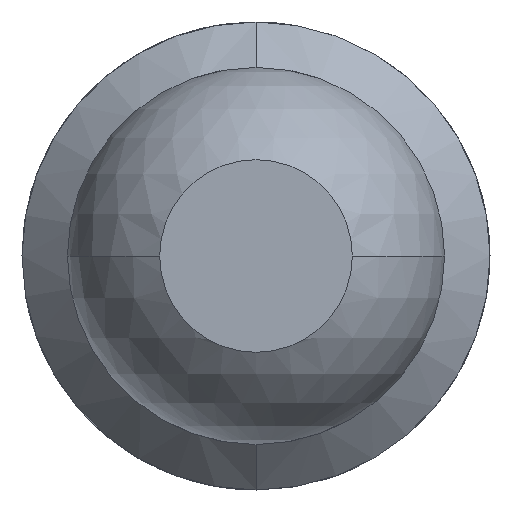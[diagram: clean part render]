
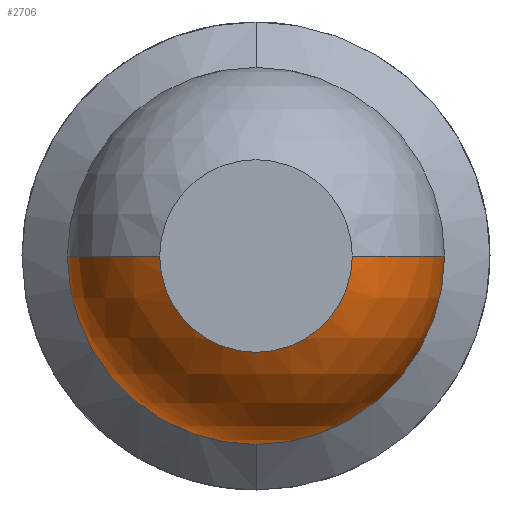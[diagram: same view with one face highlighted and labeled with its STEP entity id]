
A CAD part, front view. The second image highlights one B-rep face of the part: STEP entity #2706.
In plain terms, the highlighted spherical face has radius 0.685 mm.
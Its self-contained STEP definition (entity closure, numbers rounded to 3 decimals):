
#78 = SPHERICAL_SURFACE ( 'NONE', #2215, 0.685 ) ;
#189 = AXIS2_PLACEMENT_3D ( 'NONE', #4336, #4000, #3659 ) ;
#225 = CIRCLE ( 'NONE', #3744, 0.685 ) ;
#580 = DIRECTION ( 'NONE',  ( 0., -1., 0. ) ) ;
#599 = CIRCLE ( 'NONE', #189, 0.685 ) ;
#608 = CARTESIAN_POINT ( 'NONE',  ( 0., -26.411, -0.685 ) ) ;
#628 = DIRECTION ( 'NONE',  ( 0., -1., 0. ) ) ;
#680 = CARTESIAN_POINT ( 'NONE',  ( 0., -26.411, 0. ) ) ;
#700 = CIRCLE ( 'NONE', #3562, 0.35 ) ;
#839 = CARTESIAN_POINT ( 'NONE',  ( 0.685, -26.411, 0. ) ) ;
#864 = CIRCLE ( 'NONE', #3247, 0.685 ) ;
#975 = EDGE_CURVE ( 'Defeature ausgef�hrt1_5+Defeature ausgef�hrt1_4+Defeature ausgef�hrt1_4+Defeature ausgef�hrt1_4', #3846, #3451, #599, .T. ) ;
#1026 = VERTEX_POINT ( 'NONE', #2986 ) ;
#1083 = CARTESIAN_POINT ( 'NONE',  ( -0.685, -26.411, 0. ) ) ;
#1149 = CARTESIAN_POINT ( 'NONE',  ( 0., -26.411, 0. ) ) ;
#1174 = VERTEX_POINT ( 'NONE', #2261 ) ;
#1297 = ORIENTED_EDGE ( 'NONE', *, *, #3853, .F. ) ;
#1597 = CARTESIAN_POINT ( 'NONE',  ( 0., -27., 0. ) ) ;
#1633 = DIRECTION ( 'NONE',  ( 1., 0., 0. ) ) ;
#1990 = DIRECTION ( 'NONE',  ( 0., 0., -1. ) ) ;
#2113 = ORIENTED_EDGE ( 'NONE', *, *, #3575, .F. ) ;
#2125 = DIRECTION ( 'NONE',  ( 0., 1., 0. ) ) ;
#2178 = CARTESIAN_POINT ( 'NONE',  ( 0., -27., 0. ) ) ;
#2215 = AXIS2_PLACEMENT_3D ( 'NONE', #3436, #3478, #2514 ) ;
#2261 = CARTESIAN_POINT ( 'NONE',  ( 0.35, -27., 0. ) ) ;
#2414 = AXIS2_PLACEMENT_3D ( 'NONE', #680, #1990, #4008 ) ;
#2514 = DIRECTION ( 'NONE',  ( 1., 0., 0. ) ) ;
#2583 = FACE_OUTER_BOUND ( 'NONE', #3381, .T. ) ;
#2646 = EDGE_CURVE ( 'Defeature ausgef�hrt1_5+Defeature ausgef�hrt1_4+Defeature ausgef�hrt1_4+Defeature ausgef�hrt1_4', #4088, #3846, #864, .T. ) ;
#2706 = ADVANCED_FACE ( 'Defeature ausgef�hrt1_4', ( #2583 ), #78, .T. ) ;
#2806 = ORIENTED_EDGE ( 'NONE', *, *, #4093, .F. ) ;
#2904 = AXIS2_PLACEMENT_3D ( 'NONE', #1597, #628, #2967 ) ;
#2967 = DIRECTION ( 'NONE',  ( 0., 0., -1. ) ) ;
#2986 = CARTESIAN_POINT ( 'NONE',  ( -0.35, -27., 0. ) ) ;
#3110 = ORIENTED_EDGE ( 'NONE', *, *, #3714, .T. ) ;
#3133 = DIRECTION ( 'NONE',  ( 0., 0., 1. ) ) ;
#3247 = AXIS2_PLACEMENT_3D ( 'NONE', #1149, #2125, #3133 ) ;
#3366 = VERTEX_POINT ( 'NONE', #3685 ) ;
#3381 = EDGE_LOOP ( 'NONE', ( #2113, #3110, #3616, #3636, #2806, #1297 ) ) ;
#3436 = CARTESIAN_POINT ( 'NONE',  ( 0., -26.411, 0. ) ) ;
#3451 = VERTEX_POINT ( 'NONE', #1083 ) ;
#3478 = DIRECTION ( 'NONE',  ( 0., 0., -1. ) ) ;
#3562 = AXIS2_PLACEMENT_3D ( 'NONE', #2178, #580, #3935 ) ;
#3563 = DIRECTION ( 'NONE',  ( 0., 0., 1. ) ) ;
#3575 = EDGE_CURVE ( 'Defeature ausgef�hrt1_12+Defeature ausgef�hrt1_4+Defeature ausgef�hrt1_4+Defeature ausgef�hrt1_4', #1026, #3366, #700, .T. ) ;
#3616 = ORIENTED_EDGE ( 'NONE', *, *, #975, .F. ) ;
#3627 = CARTESIAN_POINT ( 'NONE',  ( 0., -26.411, 0. ) ) ;
#3636 = ORIENTED_EDGE ( 'NONE', *, *, #2646, .F. ) ;
#3659 = DIRECTION ( 'NONE',  ( 0., 0., 1. ) ) ;
#3685 = CARTESIAN_POINT ( 'NONE',  ( 0., -27., -0.35 ) ) ;
#3714 = EDGE_CURVE ( 'NONE', #1026, #3451, #3724, .T. ) ;
#3724 = CIRCLE ( 'NONE', #2414, 0.685 ) ;
#3744 = AXIS2_PLACEMENT_3D ( 'NONE', #3627, #3563, #1633 ) ;
#3846 = VERTEX_POINT ( 'NONE', #608 ) ;
#3853 = EDGE_CURVE ( 'Defeature ausgef�hrt1_12+Defeature ausgef�hrt1_4+Defeature ausgef�hrt1_4+Defeature ausgef�hrt1_4', #3366, #1174, #4256, .T. ) ;
#3935 = DIRECTION ( 'NONE',  ( 0., 0., -1. ) ) ;
#4000 = DIRECTION ( 'NONE',  ( 0., 1., 0. ) ) ;
#4008 = DIRECTION ( 'NONE',  ( -1., 0., 0. ) ) ;
#4088 = VERTEX_POINT ( 'NONE', #839 ) ;
#4093 = EDGE_CURVE ( 'NONE', #1174, #4088, #225, .T. ) ;
#4256 = CIRCLE ( 'NONE', #2904, 0.35 ) ;
#4336 = CARTESIAN_POINT ( 'NONE',  ( 0., -26.411, 0. ) ) ;
